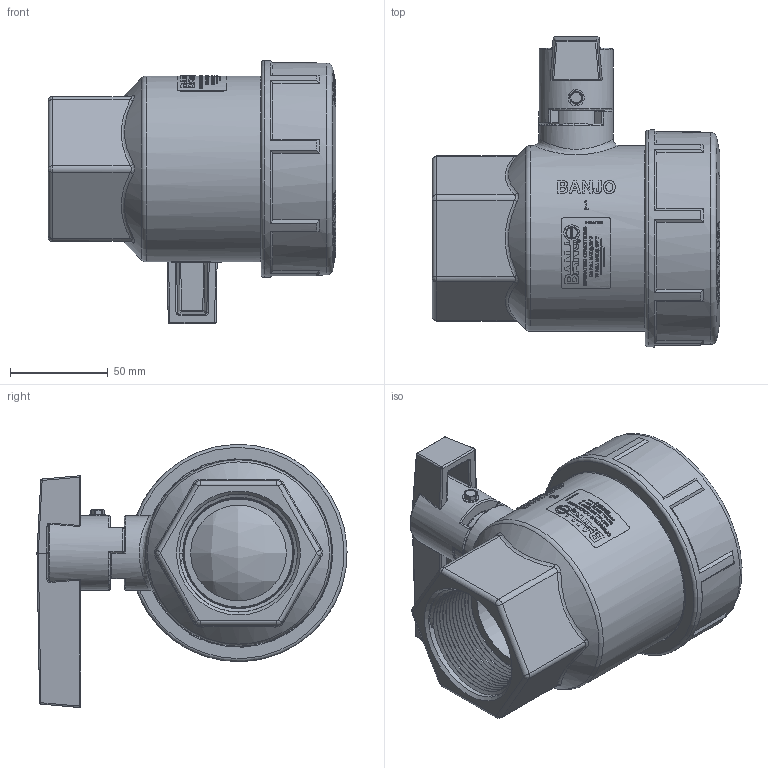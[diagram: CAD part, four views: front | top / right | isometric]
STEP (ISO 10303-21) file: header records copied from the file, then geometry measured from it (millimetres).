
FILE_DESCRIPTION(/* description */ ('2" UNION VALVE-FDA-BUNA'),/* implementation_level */ '2;1');
FILE_NAME(/* name */ 'UV204FPFDBN.stp',/* time_stamp */ '2022-12-29T16:07:10-05:00',/* author */ ('ETQ'),/* organization */ (''),/* preprocessor_version */ 'ST-DEVELOPER v18.1',/* originating_system */ 'Autodesk Inventor 2022',/* authorisation */ '');
FILE_SCHEMA (('AUTOMOTIVE_DESIGN { 1 0 10303 214 3 1 1 }'));
Products named in the file (19): UV204FPFDBN; UV20150FD; UV20151FD; UV20153; UV20163FDBN; UV20254FD; UV20254FDX_OBS; UV20254FDX; UVL1000; UV20255; UV20255M; UVX20255; UV20257FD; UV20257FDX; UV20258A; UV20264FDBN; UV15220; V25060; VL1006
Assembly tree (20 placements, depth 4):
  UV204FPFDBN
    UV20150FD
    UV20151FD
    UV20153
    UV20163FDBN  x2
    UV20254FD
      UV20254FDX_OBS
        UV20254FDX
        UVL1000
    UV20255
      UV20255M
        UVX20255
    UV20257FD
      UV20257FDX
    UV20258A  x2
    UV20264FDBN
    UV15220
    V25060
    VL1006
Bounding box: 147.57 x 158.88 x 134.8 mm (x, y, z)
Volume: 689444.5 mm3; surface area: 222946.7 mm2
Topology: 15 solids, 15 shells, 3148 faces, 8326 edges, 5503 vertices
Faces by surface type: plane 1516, bspline 994, cylinder 444, cone 120, torus 42, sphere 32
Full cylindrical faces by diameter (mm): 2.13 x10, 3.505 x8, 3.81 x1, 8.331 x1, 20.828 x2, 25.019 x3, 25.4 x1, 25.451 x1, 29.591 x1, 31.75 x1, 38.1 x2, 48.26 x1, 49.022 x1, 49.403 x2, 49.53 x1, 62.103 x3, 62.294 x1, 75.184 x1, 76.327 x1, 79.502 x1, 85.09 x1, 86.868 x1, 90.17 x5, 92.075 x6, 95.123 x4, 95.25 x1, 96.52 x6, 108.712 x1, 111.252 x1
Entity records: 164368 total; most frequent: CARTESIAN_POINT 91543, ORIENTED_EDGE 16594, DIRECTION 11543, EDGE_CURVE 8297, VERTEX_POINT 5485, AXIS2_PLACEMENT_3D 3903, LINE 3737, VECTOR 3737
